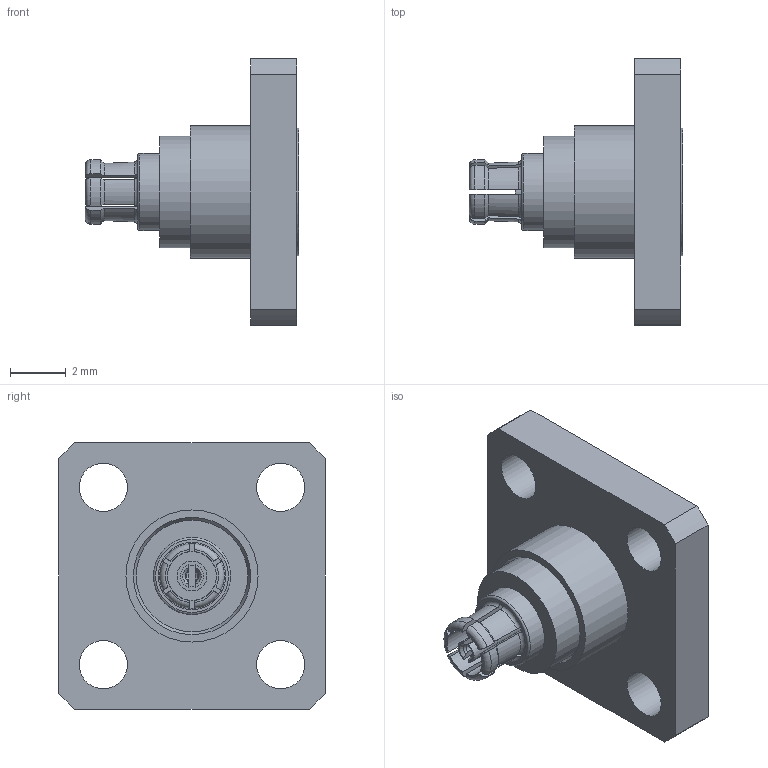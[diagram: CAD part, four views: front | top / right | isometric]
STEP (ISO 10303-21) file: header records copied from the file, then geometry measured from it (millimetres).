
FILE_DESCRIPTION(/* description */ (''),/* implementation_level */ '2;1');
FILE_NAME(/* name */ 'MSSP-19506-MECH-REV-.stp',/* time_stamp */ '2022-11-15T14:56:39-08:00',/* author */ ('MTorres'),/* organization */ (''),/* preprocessor_version */ 'ST-DEVELOPER v19.2',/* originating_system */ 'Autodesk Inventor 2023',/* authorisation */ '');
FILE_SCHEMA (('AUTOMOTIVE_DESIGN { 1 0 10303 214 3 1 1 }'));
Length unit declared in the file: inch
Products named in the file (1): MSSP-19506_Simplify_1
Bounding box: 7.65 x 9.53 x 9.53 mm (x, y, z)
Volume: 189.3 mm3; surface area: 397.1 mm2
Topology: 1 solids, 1 shells, 123 faces, 328 edges, 217 vertices
Faces by surface type: plane 52, cylinder 35, torus 18, cone 18
Full cylindrical faces by diameter (mm): 0.406 x1, 0.638 x1, 0.711 x1, 0.737 x1, 0.762 x1, 1.067 x1, 1.727 x4, 1.753 x1, 1.943 x1, 1.981 x1, 2.761 x1, 3.99 x1, 4.572 x1, 4.724 x1
Entity records: 4102 total; most frequent: CARTESIAN_POINT 1020, ORIENTED_EDGE 654, DIRECTION 631, EDGE_CURVE 327, AXIS2_PLACEMENT_3D 254, VERTEX_POINT 217, EDGE_LOOP 142, CIRCLE 130
